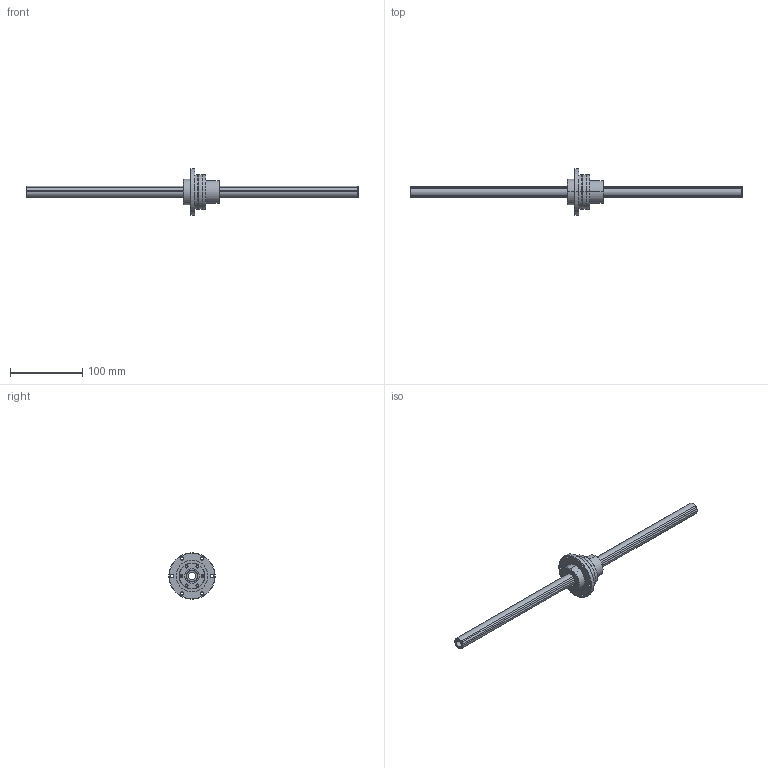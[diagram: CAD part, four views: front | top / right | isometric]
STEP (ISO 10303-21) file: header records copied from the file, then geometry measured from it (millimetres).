
FILE_DESCRIPTION((''),'2;1');
FILE_NAME('LSMB16_ASM','2024-01-31T13:59:23',('10034182'),(''),'CREO PARAMETRIC BY PTC INC, 2019080','CREO PARAMETRIC BY PTC INC, 2019080','');
FILE_SCHEMA(('CONFIG_CONTROL_DESIGN'));
Length unit declared in the file: millimetre
Products named in the file (3): LSMB16_SHAFT; LSMB16_LINER_NUT; LSMB16_ASM
Assembly tree (2 placements, depth 2):
  LSMB16_ASM
    LSMB16_SHAFT
    LSMB16_LINER_NUT
Bounding box: 460 x 64 x 64 mm (x, y, z)
Volume: 53854.1 mm3; surface area: 55293 mm2
Topology: 1 solids, 9 shells, 148 faces, 327 edges, 212 vertices
Faces by surface type: cylinder 78, cone 34, plane 32, torus 4
Entity records: 4464 total; most frequent: CARTESIAN_POINT 976, DIRECTION 785, ORIENTED_EDGE 642, AXIS2_PLACEMENT_3D 343, EDGE_CURVE 327, VERTEX_POINT 212, CIRCLE 190, EDGE_LOOP 185
